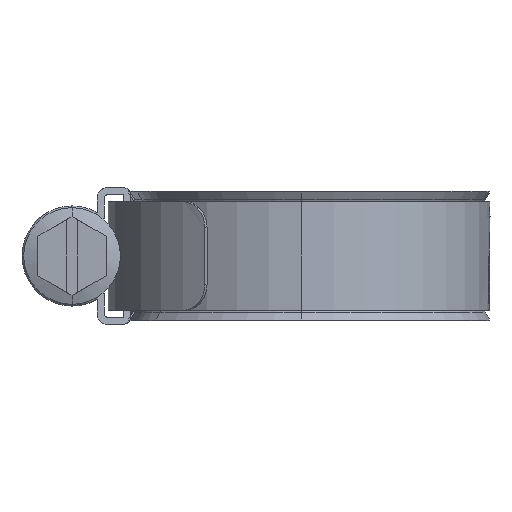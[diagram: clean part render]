
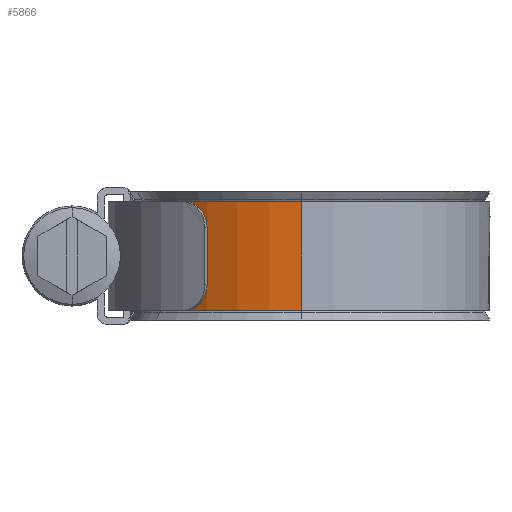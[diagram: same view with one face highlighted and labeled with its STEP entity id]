
A CAD part, left-side view. The second image highlights one B-rep face of the part: STEP entity #5866.
In plain terms, the highlighted cylindrical face has radius 22.03 mm (diameter 44.06 mm), a partial arc.
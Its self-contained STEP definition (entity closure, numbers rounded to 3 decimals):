
#107 = CYLINDRICAL_SURFACE ( 'NONE', #9570, 22.03 ) ;
#1502 = ORIENTED_EDGE ( 'NONE', *, *, #2117, .F. ) ;
#1821 = CARTESIAN_POINT ( 'NONE',  ( 0., 22.03, 6.35 ) ) ;
#2117 = EDGE_CURVE ( 'NONE', #13805, #11397, #5368, .T. ) ;
#2311 = LINE ( 'NONE', #5242, #3496 ) ;
#3080 = AXIS2_PLACEMENT_3D ( 'NONE', #8823, #7850, #9890 ) ;
#3284 = DIRECTION ( 'NONE',  ( 1., 0., 0. ) ) ;
#3496 = VECTOR ( 'NONE', #6542, 1000. ) ;
#4297 = CARTESIAN_POINT ( 'NONE',  ( -22.03, 0., 6.35 ) ) ;
#4375 = CARTESIAN_POINT ( 'NONE',  ( 0., 0., 6.35 ) ) ;
#4632 = VERTEX_POINT ( 'NONE', #6252 ) ;
#4906 = CARTESIAN_POINT ( 'NONE',  ( -22.03, 0., -6.35 ) ) ;
#5242 = CARTESIAN_POINT ( 'NONE',  ( 0., 22.03, 6.35 ) ) ;
#5368 = LINE ( 'NONE', #9614, #11281 ) ;
#5531 = CIRCLE ( 'NONE', #3080, 22.03 ) ;
#5866 = ADVANCED_FACE ( 'NONE', ( #9672 ), #107, .T. ) ;
#6252 = CARTESIAN_POINT ( 'NONE',  ( 0., 22.03, -6.35 ) ) ;
#6322 = CARTESIAN_POINT ( 'NONE',  ( 0., 0., -6.35 ) ) ;
#6337 = EDGE_CURVE ( 'NONE', #4632, #11397, #8018, .T. ) ;
#6542 = DIRECTION ( 'NONE',  ( 0., 0., -1. ) ) ;
#7275 = ORIENTED_EDGE ( 'NONE', *, *, #13504, .T. ) ;
#7434 = DIRECTION ( 'NONE',  ( 0., 0., 1. ) ) ;
#7850 = DIRECTION ( 'NONE',  ( 0., 0., 1. ) ) ;
#8018 = CIRCLE ( 'NONE', #8227, 22.03 ) ;
#8227 = AXIS2_PLACEMENT_3D ( 'NONE', #6322, #7434, #3284 ) ;
#8621 = DIRECTION ( 'NONE',  ( 0., 0., -1. ) ) ;
#8823 = CARTESIAN_POINT ( 'NONE',  ( 0., 0., 6.35 ) ) ;
#9570 = AXIS2_PLACEMENT_3D ( 'NONE', #4375, #8621, #12882 ) ;
#9614 = CARTESIAN_POINT ( 'NONE',  ( -22.03, 0., 6.35 ) ) ;
#9672 = FACE_OUTER_BOUND ( 'NONE', #12210, .T. ) ;
#9830 = DIRECTION ( 'NONE',  ( 0., 0., -1. ) ) ;
#9890 = DIRECTION ( 'NONE',  ( 1., 0., 0. ) ) ;
#10086 = VERTEX_POINT ( 'NONE', #1821 ) ;
#10745 = EDGE_CURVE ( 'NONE', #10086, #13805, #5531, .T. ) ;
#11281 = VECTOR ( 'NONE', #9830, 1000. ) ;
#11397 = VERTEX_POINT ( 'NONE', #4906 ) ;
#12210 = EDGE_LOOP ( 'NONE', ( #1502, #12938, #7275, #12479 ) ) ;
#12479 = ORIENTED_EDGE ( 'NONE', *, *, #6337, .T. ) ;
#12882 = DIRECTION ( 'NONE',  ( -1., 0., 0. ) ) ;
#12938 = ORIENTED_EDGE ( 'NONE', *, *, #10745, .F. ) ;
#13504 = EDGE_CURVE ( 'NONE', #10086, #4632, #2311, .T. ) ;
#13805 = VERTEX_POINT ( 'NONE', #4297 ) ;
